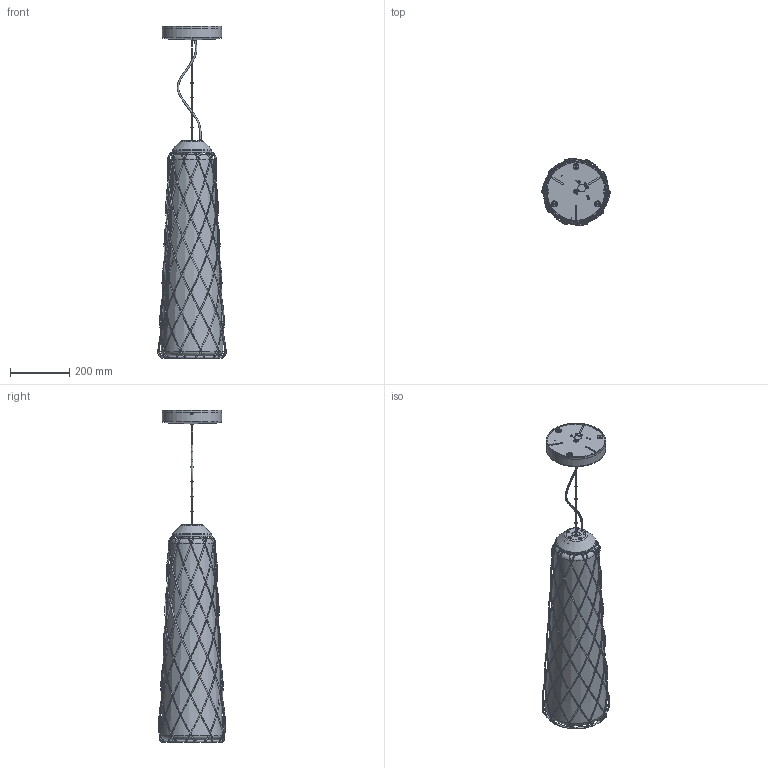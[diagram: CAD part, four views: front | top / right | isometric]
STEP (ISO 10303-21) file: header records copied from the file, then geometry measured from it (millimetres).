
FILE_DESCRIPTION(/* description */ (''),/* implementation_level */ '2;1');
FILE_NAME(/* name */ 'F437590xxxxxLE.stp',/* time_stamp */ '2020-01-21T14:01:34+01:00',/* author */ ('sghezzi'),/* organization */ (''),/* preprocessor_version */ 'ST-DEVELOPER v17.2',/* originating_system */ 'Autodesk Inventor 2019',/* authorisation */ '');
FILE_SCHEMA (('AUTOMOTIVE_DESIGN { 1 0 10303 214 3 1 1 }'));
Length unit declared in the file: millimetre
Products named in the file (52): 4375XX-TR; 007437245; 005430600; 007437260; 005437510; 007437240; 005385701; 005548300; 007437285; 066010000; 003329105; 006600277; 007437571; 005437520; 003430600; 007430610; 007437250; 006768704; 005424860; 005428699; 005406520; 007437270; 005437500 ; 002437526-27; 002437513; 007437510; 007437200; 007437210; 006531200; 065010304; 007362005; 006530700; cavo; 007437530; 007437580; 006365500; 005544801; 060009000; 005429940; 066029010 ...
Assembly tree (90 placements, depth 3):
  4375XX-TR
    007437245
    005430600
    007437260
    005437510
    007437240
    005385701
    005548300  x2
    007437285
    066010000
    003329105  x4
    006600277  x6
    007437571
    005437520
    003430600
    007430610
    006531200  x7
    007437250  x2
    006768704  x2
    065010304  x5
    063017001  x2
    005424860  x2
    005428699  x2
    005406520
    007437270
    005437500 
    002437526-27
      002437513
      007437510
    007437200
    007437210
    007362005  x4
    006530700  x2
    cavo
    007437530
    007437580
    006365500
    005544801
    060009000
    005429940
    061013010  x2
    066029010  x2
    006600294  x3
    065010310  x4
    006600329  x2
    066002100  x2
    050003000
    060009002
    009429920
    006247202
    063843001  x2
    006104380  x2
Bounding box: 231.26 x 225.29 x 1120.95 mm (x, y, z)
Volume: 1955317.4 mm3; surface area: 1686854.3 mm2
Topology: 117 solids, 137 shells, 3137 faces, 8570 edges, 5739 vertices
Faces by surface type: plane 1628, cylinder 1192, bspline 242, torus 44, cone 27, sphere 4
Full cylindrical faces by diameter (mm): 1 x20, 1.2 x1, 1.5 x1, 1.7 x1, 1.8 x4, 2.2 x4, 2.459 x6, 2.5 x4, 3 x15, 3.242 x19, 3.3 x8, 3.79 x1, 3.8 x2, 4 x28, 4.2 x10, 4.21 x6, 4.3 x4, 4.5 x12, 4.6 x1, 5 x1, 5.2 x1, 5.5 x11, 6 x19, 6.5 x9, 6.647 x1, 7 x4, 7.6 x2, 7.7 x3, 8 x18, 8.376 x1
Entity records: 170286 total; most frequent: CARTESIAN_POINT 109336, DIRECTION 12554, ORIENTED_EDGE 12392, EDGE_CURVE 6196, AXIS2_PLACEMENT_3D 4958, VERTEX_POINT 4204, CIRCLE 2791, LINE 2638
